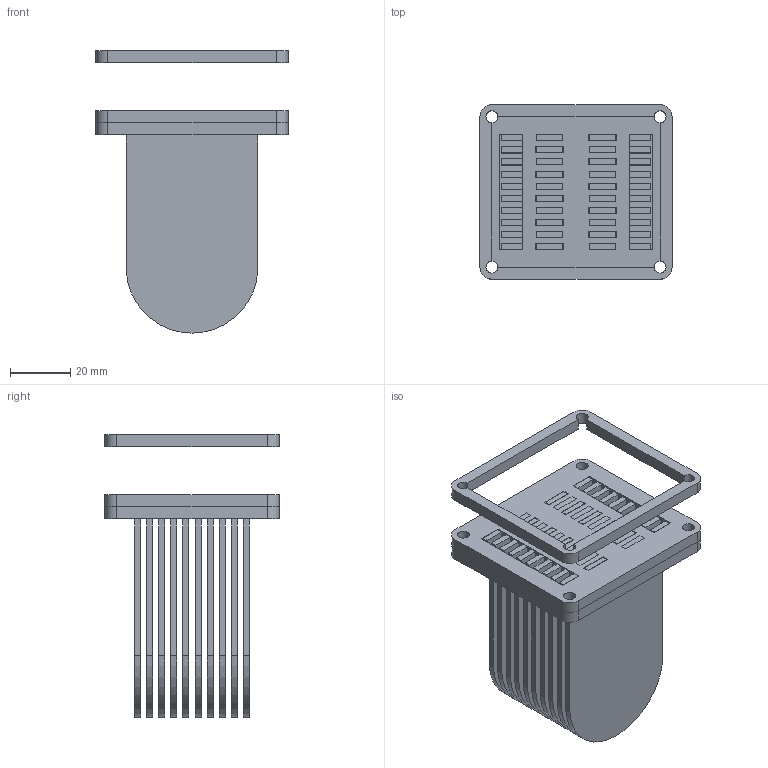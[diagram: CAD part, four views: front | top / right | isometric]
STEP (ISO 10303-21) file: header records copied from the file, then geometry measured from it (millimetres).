
FILE_DESCRIPTION(/* description */ (''),/* implementation_level */ '2;1');
FILE_NAME(/* name */ 'number_base_space_50mm_3mm_2mm v16.step',/* time_stamp */ '2021-11-23T22:29:03+01:00',/* author */ (''),/* organization */ (''),/* preprocessor_version */ 'ST-DEVELOPER v18.1',/* originating_system */ 'Autodesk Translation Framework v10.10.0.1391',/* authorisation */ '');
FILE_SCHEMA (('AUTOMOTIVE_DESIGN { 1 0 10303 214 3 1 1 }'));
Length unit declared in the file: millimetre
Products named in the file (1): number_base_space_50mm_3mm_2mm
Bounding box: 63.95 x 58.02 x 94 mm (x, y, z)
Volume: 85675.3 mm3; surface area: 87217.6 mm2
Topology: 13 solids, 13 shells, 356 faces, 990 edges, 660 vertices
Faces by surface type: plane 322, cylinder 34
Full cylindrical faces by diameter (mm): 4 x8
Entity records: 11409 total; most frequent: CARTESIAN_POINT 2007, ORIENTED_EDGE 1980, DIRECTION 1772, EDGE_CURVE 990, LINE 922, VECTOR 922, VERTEX_POINT 660, AXIS2_PLACEMENT_3D 425
